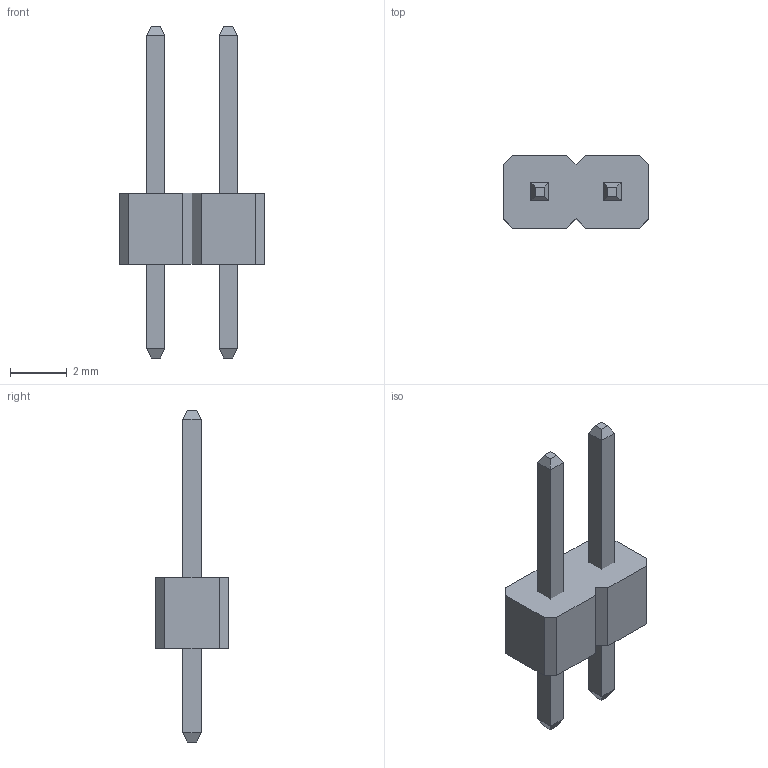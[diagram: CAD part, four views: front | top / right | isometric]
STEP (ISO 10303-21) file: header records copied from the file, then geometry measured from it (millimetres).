
FILE_DESCRIPTION(/* description */ (''),/* implementation_level */ '2;1');
FILE_NAME(/* name */ '5f3dd442933f190f816bc98a',/* time_stamp */ '2020-08-20T01:39:15+00:00',/* author */ (''),/* organization */ (''),/* preprocessor_version */ 'ST-DEVELOPER v16.7',/* originating_system */ $,/* authorisation */ $);
FILE_SCHEMA (('AUTOMOTIVE_DESIGN {1 0 10303 214 3 1 1}'));
Length unit declared in the file: metre
Products named in the file (5): Part 5; Part 4; Plastic; Pin Bottom; Pin Top
Bounding box: 5.08 x 2.54 x 11.68 mm (x, y, z)
Volume: 40.6 mm3; surface area: 123.9 mm2
Topology: 5 solids, 5 shells, 56 faces, 122 edges, 76 vertices
Faces by surface type: plane 56
Entity records: 1610 total; most frequent: CARTESIAN_POINT 259, ORIENTED_EDGE 244, DIRECTION 244, EDGE_CURVE 122, LINE 122, VECTOR 122, VERTEX_POINT 76, AXIS2_PLACEMENT_3D 61
